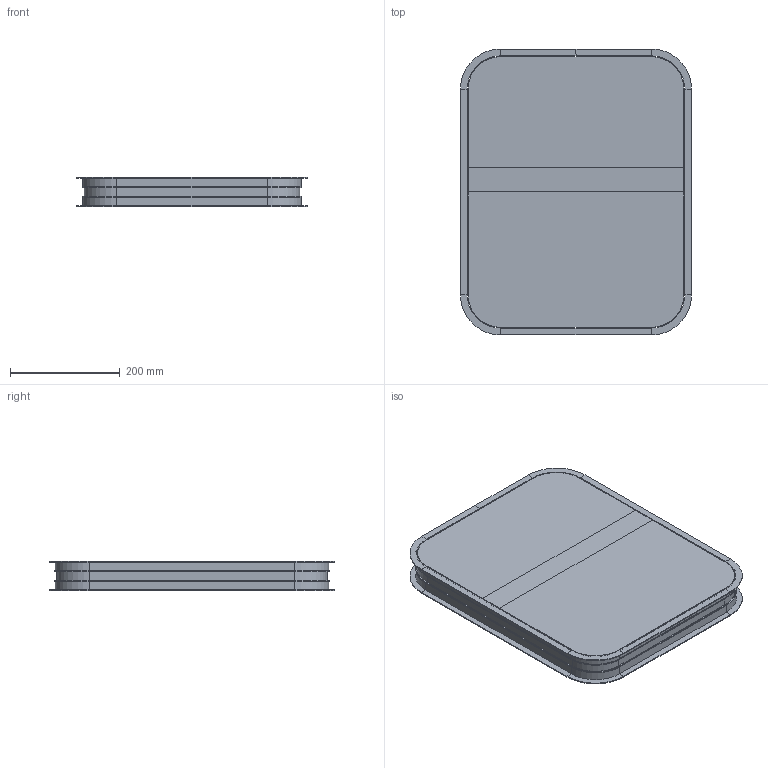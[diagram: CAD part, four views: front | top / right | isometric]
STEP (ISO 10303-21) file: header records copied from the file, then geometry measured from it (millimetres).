
FILE_DESCRIPTION (( 'STEP AP203' ), '1' );
FILE_NAME ('CARAVAN-WINDOW_REV_.step', '2025-08-17T03:56:46', ( '' ), ( '' ), 'SwSTEP 2.0', 'SolidWorks 2024', '' );
FILE_SCHEMA (( 'CONFIG_CONTROL_DESIGN' ));
Length unit declared in the file: millimetre
Products named in the file (1): CARAVAN-WINDOW_REV_
Bounding box: 421.8 x 521.8 x 53.2 mm (x, y, z)
Volume: 10358518.7 mm3; surface area: 690219.5 mm2
Topology: 3 solids, 3 shells, 156 faces, 318 edges, 164 vertices
Faces by surface type: plane 120, cylinder 36
Entity records: 3979 total; most frequent: DIRECTION 688, CARTESIAN_POINT 687, ORIENTED_EDGE 636, EDGE_CURVE 318, VECTOR 230, LINE 230, AXIS2_PLACEMENT_3D 229, VERTEX_POINT 164
